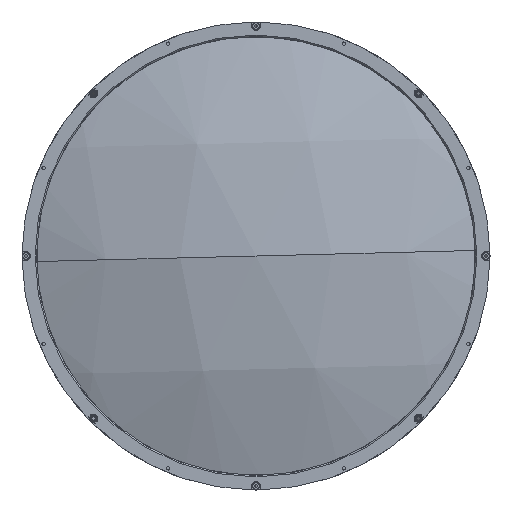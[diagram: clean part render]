
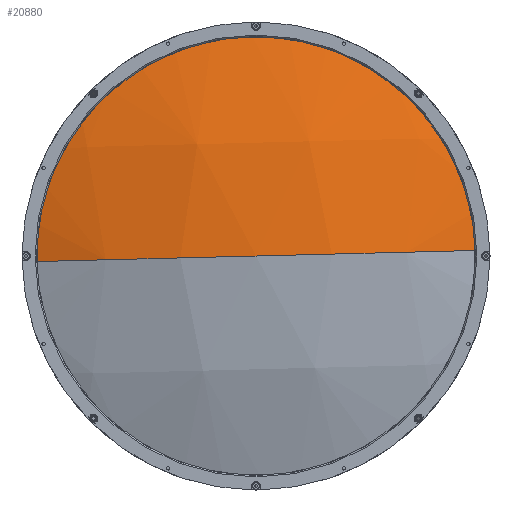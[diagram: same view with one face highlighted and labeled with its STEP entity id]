
A CAD part, left-side view. The second image highlights one B-rep face of the part: STEP entity #20880.
In plain terms, the highlighted spherical face has radius 465.458 mm.
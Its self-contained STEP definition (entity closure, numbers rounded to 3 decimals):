
#650 = CARTESIAN_POINT ( 'NONE',  ( -3.2, 0., 0. ) ) ;
#1287 = ORIENTED_EDGE ( 'NONE', *, *, #14102, .T. ) ;
#1828 = CARTESIAN_POINT ( 'NONE',  ( 462.258, 0., 0. ) ) ;
#3140 = CARTESIAN_POINT ( 'NONE',  ( 25.901, 161.948, -4.088 ) ) ;
#3898 = DIRECTION ( 'NONE',  ( 0., -1., 0.025 ) ) ;
#3928 = VERTEX_POINT ( 'NONE', #650 ) ;
#4125 = DIRECTION ( 'NONE',  ( 0., -0.025, -1. ) ) ;
#5604 = AXIS2_PLACEMENT_3D ( 'NONE', #7588, #19807, #13813 ) ;
#6048 = DIRECTION ( 'NONE',  ( -1., 0., 0. ) ) ;
#6957 = AXIS2_PLACEMENT_3D ( 'NONE', #16479, #4125, #18551 ) ;
#7035 = CIRCLE ( 'NONE', #9270, 465.458 ) ;
#7588 = CARTESIAN_POINT ( 'NONE',  ( 462.258, 0., 0. ) ) ;
#8317 = FACE_OUTER_BOUND ( 'NONE', #22497, .T. ) ;
#9270 = AXIS2_PLACEMENT_3D ( 'NONE', #1828, #16257, #3898 ) ;
#9589 = EDGE_CURVE ( 'NONE', #18440, #3928, #16618, .T. ) ;
#10086 = AXIS2_PLACEMENT_3D ( 'NONE', #18404, #6048, #20522 ) ;
#13813 = DIRECTION ( 'NONE',  ( 0., -1., 0.025 ) ) ;
#14102 = EDGE_CURVE ( 'NONE', #18440, #23332, #23924, .T. ) ;
#16257 = DIRECTION ( 'NONE',  ( 0., 0.025, 1. ) ) ;
#16479 = CARTESIAN_POINT ( 'NONE',  ( 462.258, 0., 0. ) ) ;
#16618 = CIRCLE ( 'NONE', #6957, 465.458 ) ;
#17489 = CARTESIAN_POINT ( 'NONE',  ( 25.901, -161.948, 4.088 ) ) ;
#17765 = ORIENTED_EDGE ( 'NONE', *, *, #25106, .T. ) ;
#18404 = CARTESIAN_POINT ( 'NONE',  ( 25.901, 0., 0. ) ) ;
#18440 = VERTEX_POINT ( 'NONE', #17489 ) ;
#18551 = DIRECTION ( 'NONE',  ( 0., 1., -0.025 ) ) ;
#18662 = SPHERICAL_SURFACE ( 'NONE', #5604, 465.458 ) ;
#19807 = DIRECTION ( 'NONE',  ( 0., 0.025, 1. ) ) ;
#20034 = ORIENTED_EDGE ( 'NONE', *, *, #9589, .F. ) ;
#20522 = DIRECTION ( 'NONE',  ( 0., 0.025, 1. ) ) ;
#20880 = ADVANCED_FACE ( 'NONE', ( #8317 ), #18662, .T. ) ;
#22497 = EDGE_LOOP ( 'NONE', ( #1287, #17765, #20034 ) ) ;
#23332 = VERTEX_POINT ( 'NONE', #3140 ) ;
#23924 = CIRCLE ( 'NONE', #10086, 162. ) ;
#25106 = EDGE_CURVE ( 'NONE', #23332, #3928, #7035, .T. ) ;
